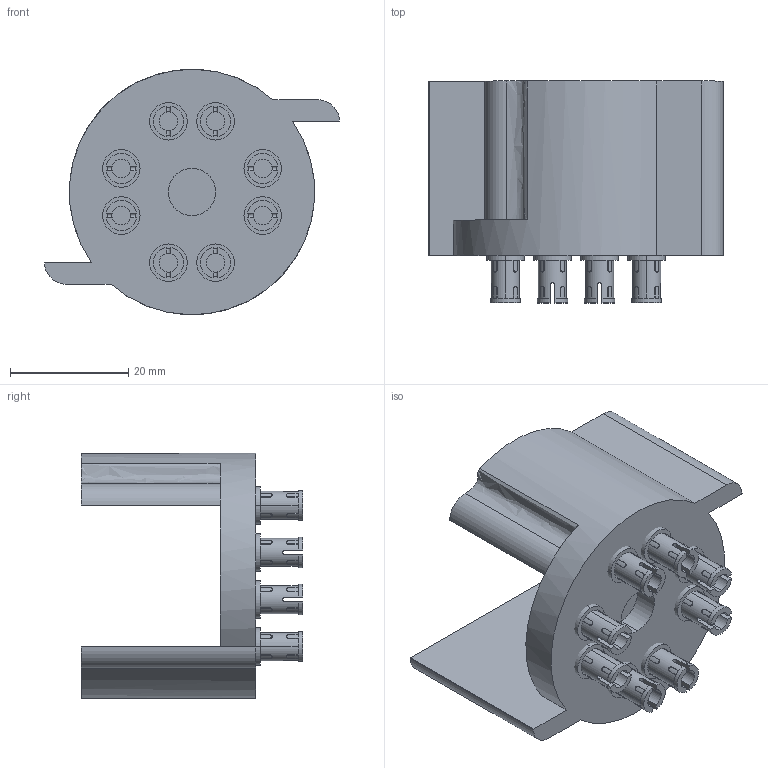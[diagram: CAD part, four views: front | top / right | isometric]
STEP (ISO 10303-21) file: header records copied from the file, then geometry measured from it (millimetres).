
FILE_DESCRIPTION((''),'2;1');
FILE_NAME('EV3_ZANGE_MIT_PINS_ASM','2025-02-10T19:35:23',('weiss'),(''),'CREO PARAMETRIC BY PTC INC, 2022014','CREO PARAMETRIC BY PTC INC, 2022014','');
FILE_SCHEMA(('CONFIG_CONTROL_DESIGN'));
Length unit declared in the file: millimetre
Products named in the file (10): EV3_ZANGE_AF0; LEGO_TECHNIC_FRICTION_PIN_AF0; LEGO_TECHNIC_FRICTION_PIN_AF1; LEGO_TECHNIC_FRICTION_PIN_AF2; LEGO_TECHNIC_FRICTION_PIN_AF3; LEGO_TECHNIC_FRICTION_PIN_AF4; LEGO_TECHNIC_FRICTION_PIN_AF5; LEGO_TECHNIC_FRICTION_PIN_AF6; LEGO_TECHNIC_FRICTION_PIN_AF7; EV3_ZANGE_MIT_PINS_ASM
Assembly tree (9 placements, depth 2):
  EV3_ZANGE_MIT_PINS_ASM
    EV3_ZANGE_AF0
    LEGO_TECHNIC_FRICTION_PIN_AF0
    LEGO_TECHNIC_FRICTION_PIN_AF1
    LEGO_TECHNIC_FRICTION_PIN_AF2
    LEGO_TECHNIC_FRICTION_PIN_AF3
    LEGO_TECHNIC_FRICTION_PIN_AF4
    LEGO_TECHNIC_FRICTION_PIN_AF5
    LEGO_TECHNIC_FRICTION_PIN_AF6
    LEGO_TECHNIC_FRICTION_PIN_AF7
Bounding box: 49.9 x 37.5 x 41.47 mm (x, y, z)
Volume: 20516.8 mm3; surface area: 11538.6 mm2
Topology: 9 solids, 9 shells, 807 faces, 2364 edges, 1576 vertices
Faces by surface type: plane 417, cylinder 388, extrusion 2
Entity records: 28357 total; most frequent: CARTESIAN_POINT 6772, ORIENTED_EDGE 4728, DIRECTION 4228, EDGE_CURVE 2364, VERTEX_POINT 1576, VECTOR 1504, LINE 1502, AXIS2_PLACEMENT_3D 1362
